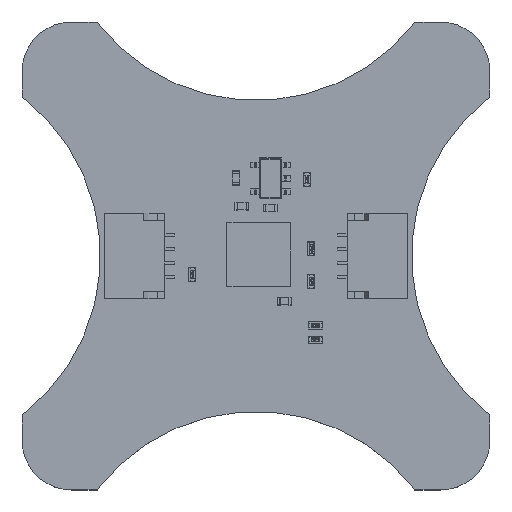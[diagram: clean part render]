
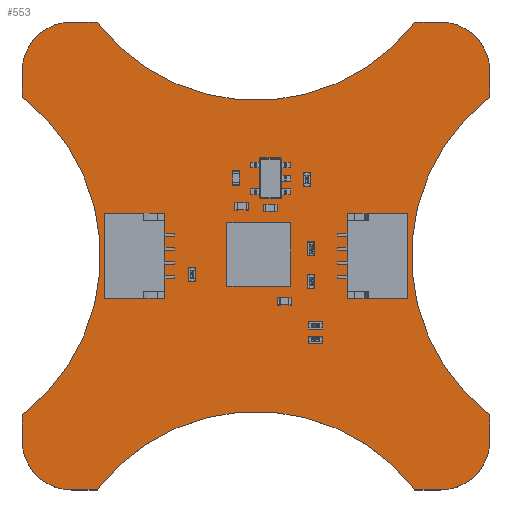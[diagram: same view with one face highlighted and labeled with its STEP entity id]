
A CAD part, top view. The second image highlights one B-rep face of the part: STEP entity #553.
In plain terms, the highlighted planar face has unit normal (0, 0, 1).
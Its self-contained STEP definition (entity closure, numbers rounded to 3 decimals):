
#24 = VERTEX_POINT('',#25);
#25 = CARTESIAN_POINT('',(-16.5,-13.,0.));
#31 = EDGE_CURVE('',#24,#32,#34,.T.);
#32 = VERTEX_POINT('',#33);
#33 = CARTESIAN_POINT('',(-13.,-16.5,0.));
#34 = CIRCLE('',#35,3.5);
#35 = AXIS2_PLACEMENT_3D('',#36,#37,#38);
#36 = CARTESIAN_POINT('',(-13.,-13.,0.));
#37 = DIRECTION('',(0.,0.,1.));
#38 = DIRECTION('',(-1.,0.,0.));
#64 = EDGE_CURVE('',#32,#65,#67,.T.);
#65 = VERTEX_POINT('',#66);
#66 = CARTESIAN_POINT('',(-11.2,-16.5,0.));
#67 = LINE('',#68,#69);
#68 = CARTESIAN_POINT('',(-13.,-16.5,0.));
#69 = VECTOR('',#70,1.);
#70 = DIRECTION('',(1.,0.,0.));
#95 = EDGE_CURVE('',#65,#96,#98,.T.);
#96 = VERTEX_POINT('',#97);
#97 = CARTESIAN_POINT('',(11.2,-16.5,0.));
#98 = CIRCLE('',#99,14.097);
#99 = AXIS2_PLACEMENT_3D('',#100,#101,#102);
#100 = CARTESIAN_POINT('',(0.,-25.061,0.));
#101 = DIRECTION('',(0.,0.,-1.));
#102 = DIRECTION('',(-0.794,0.607,0.));
#128 = EDGE_CURVE('',#96,#129,#131,.T.);
#129 = VERTEX_POINT('',#130);
#130 = CARTESIAN_POINT('',(13.,-16.5,0.));
#131 = LINE('',#132,#133);
#132 = CARTESIAN_POINT('',(11.2,-16.5,0.));
#133 = VECTOR('',#134,1.);
#134 = DIRECTION('',(1.,0.,0.));
#159 = EDGE_CURVE('',#129,#160,#162,.T.);
#160 = VERTEX_POINT('',#161);
#161 = CARTESIAN_POINT('',(16.5,-13.,0.));
#162 = CIRCLE('',#163,3.5);
#163 = AXIS2_PLACEMENT_3D('',#164,#165,#166);
#164 = CARTESIAN_POINT('',(13.,-13.,0.));
#165 = DIRECTION('',(0.,0.,1.));
#166 = DIRECTION('',(0.,-1.,0.));
#192 = EDGE_CURVE('',#160,#193,#195,.T.);
#193 = VERTEX_POINT('',#194);
#194 = CARTESIAN_POINT('',(16.5,-11.2,0.));
#195 = LINE('',#196,#197);
#196 = CARTESIAN_POINT('',(16.5,-13.,0.));
#197 = VECTOR('',#198,1.);
#198 = DIRECTION('',(0.,1.,0.));
#223 = EDGE_CURVE('',#193,#224,#226,.T.);
#224 = VERTEX_POINT('',#225);
#225 = CARTESIAN_POINT('',(16.5,11.2,0.));
#226 = CIRCLE('',#227,14.097);
#227 = AXIS2_PLACEMENT_3D('',#228,#229,#230);
#228 = CARTESIAN_POINT('',(25.061,0.,0.));
#229 = DIRECTION('',(0.,0.,-1.));
#230 = DIRECTION('',(-0.607,-0.794,-0.));
#256 = EDGE_CURVE('',#224,#257,#259,.T.);
#257 = VERTEX_POINT('',#258);
#258 = CARTESIAN_POINT('',(16.5,13.,0.));
#259 = LINE('',#260,#261);
#260 = CARTESIAN_POINT('',(16.5,11.2,0.));
#261 = VECTOR('',#262,1.);
#262 = DIRECTION('',(0.,1.,0.));
#287 = EDGE_CURVE('',#257,#288,#290,.T.);
#288 = VERTEX_POINT('',#289);
#289 = CARTESIAN_POINT('',(13.,16.5,0.));
#290 = CIRCLE('',#291,3.5);
#291 = AXIS2_PLACEMENT_3D('',#292,#293,#294);
#292 = CARTESIAN_POINT('',(13.,13.,0.));
#293 = DIRECTION('',(0.,0.,1.));
#294 = DIRECTION('',(1.,0.,0.));
#320 = EDGE_CURVE('',#288,#321,#323,.T.);
#321 = VERTEX_POINT('',#322);
#322 = CARTESIAN_POINT('',(11.2,16.5,0.));
#323 = LINE('',#324,#325);
#324 = CARTESIAN_POINT('',(13.,16.5,0.));
#325 = VECTOR('',#326,1.);
#326 = DIRECTION('',(-1.,0.,0.));
#351 = EDGE_CURVE('',#321,#352,#354,.T.);
#352 = VERTEX_POINT('',#353);
#353 = CARTESIAN_POINT('',(-11.2,16.5,0.));
#354 = CIRCLE('',#355,14.097);
#355 = AXIS2_PLACEMENT_3D('',#356,#357,#358);
#356 = CARTESIAN_POINT('',(0.,25.061,0.));
#357 = DIRECTION('',(-0.,0.,-1.));
#358 = DIRECTION('',(0.794,-0.607,-0.));
#384 = EDGE_CURVE('',#352,#385,#387,.T.);
#385 = VERTEX_POINT('',#386);
#386 = CARTESIAN_POINT('',(-13.,16.5,0.));
#387 = LINE('',#388,#389);
#388 = CARTESIAN_POINT('',(-11.2,16.5,0.));
#389 = VECTOR('',#390,1.);
#390 = DIRECTION('',(-1.,0.,0.));
#415 = EDGE_CURVE('',#385,#416,#418,.T.);
#416 = VERTEX_POINT('',#417);
#417 = CARTESIAN_POINT('',(-16.5,13.,0.));
#418 = CIRCLE('',#419,3.5);
#419 = AXIS2_PLACEMENT_3D('',#420,#421,#422);
#420 = CARTESIAN_POINT('',(-13.,13.,0.));
#421 = DIRECTION('',(0.,0.,1.));
#422 = DIRECTION('',(0.,1.,-0.));
#448 = EDGE_CURVE('',#416,#449,#451,.T.);
#449 = VERTEX_POINT('',#450);
#450 = CARTESIAN_POINT('',(-16.5,11.2,0.));
#451 = LINE('',#452,#453);
#452 = CARTESIAN_POINT('',(-16.5,13.,0.));
#453 = VECTOR('',#454,1.);
#454 = DIRECTION('',(0.,-1.,0.));
#479 = EDGE_CURVE('',#449,#480,#482,.T.);
#480 = VERTEX_POINT('',#481);
#481 = CARTESIAN_POINT('',(-16.5,-11.2,0.));
#482 = CIRCLE('',#483,14.097);
#483 = AXIS2_PLACEMENT_3D('',#484,#485,#486);
#484 = CARTESIAN_POINT('',(-25.061,0.,0.));
#485 = DIRECTION('',(0.,0.,-1.));
#486 = DIRECTION('',(0.607,0.794,0.));
#512 = EDGE_CURVE('',#480,#24,#513,.T.);
#513 = LINE('',#514,#515);
#514 = CARTESIAN_POINT('',(-16.5,-11.2,0.));
#515 = VECTOR('',#516,1.);
#516 = DIRECTION('',(0.,-1.,0.));
#553 = ADVANCED_FACE('',(#554),#572,.T.);
#554 = FACE_BOUND('',#555,.T.);
#555 = EDGE_LOOP('',(#556,#557,#558,#559,#560,#561,#562,#563,#564,#565,
    #566,#567,#568,#569,#570,#571));
#556 = ORIENTED_EDGE('',*,*,#31,.T.);
#557 = ORIENTED_EDGE('',*,*,#64,.T.);
#558 = ORIENTED_EDGE('',*,*,#95,.T.);
#559 = ORIENTED_EDGE('',*,*,#128,.T.);
#560 = ORIENTED_EDGE('',*,*,#159,.T.);
#561 = ORIENTED_EDGE('',*,*,#192,.T.);
#562 = ORIENTED_EDGE('',*,*,#223,.T.);
#563 = ORIENTED_EDGE('',*,*,#256,.T.);
#564 = ORIENTED_EDGE('',*,*,#287,.T.);
#565 = ORIENTED_EDGE('',*,*,#320,.T.);
#566 = ORIENTED_EDGE('',*,*,#351,.T.);
#567 = ORIENTED_EDGE('',*,*,#384,.T.);
#568 = ORIENTED_EDGE('',*,*,#415,.T.);
#569 = ORIENTED_EDGE('',*,*,#448,.T.);
#570 = ORIENTED_EDGE('',*,*,#479,.T.);
#571 = ORIENTED_EDGE('',*,*,#512,.T.);
#572 = PLANE('',#573);
#573 = AXIS2_PLACEMENT_3D('',#574,#575,#576);
#574 = CARTESIAN_POINT('',(0.,0.,0.));
#575 = DIRECTION('',(0.,0.,1.));
#576 = DIRECTION('',(1.,0.,-0.));
